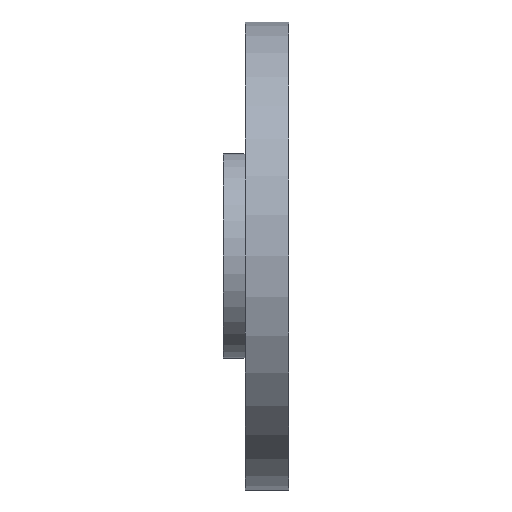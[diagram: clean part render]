
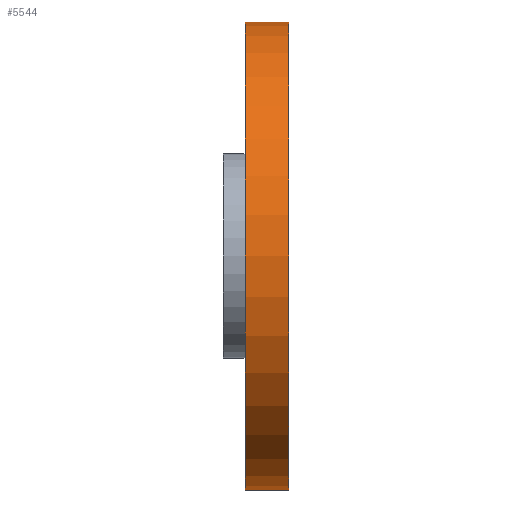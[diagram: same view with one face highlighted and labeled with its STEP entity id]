
A CAD part, left-side view. The second image highlights one B-rep face of the part: STEP entity #5544.
In plain terms, the highlighted cylindrical face has radius 15.99 mm (diameter 31.98 mm), a partial arc.
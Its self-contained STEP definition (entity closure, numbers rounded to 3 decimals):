
#3195 = VERTEX_POINT('',#3196);
#3196 = CARTESIAN_POINT('',(0.,3.,15.99));
#3197 = VERTEX_POINT('',#3198);
#3198 = CARTESIAN_POINT('',(0.,3.,-15.99));
#3205 = EDGE_CURVE('',#3195,#3206,#3208,.T.);
#3206 = VERTEX_POINT('',#3207);
#3207 = CARTESIAN_POINT('',(0.,0.,15.99));
#3208 = LINE('',#3209,#3210);
#3209 = CARTESIAN_POINT('',(0.,3.,15.99));
#3210 = VECTOR('',#3211,1.);
#3211 = DIRECTION('',(-0.,-1.,-0.));
#3214 = VERTEX_POINT('',#3215);
#3215 = CARTESIAN_POINT('',(0.,0.,-15.99));
#3222 = EDGE_CURVE('',#3197,#3214,#3223,.T.);
#3223 = LINE('',#3224,#3225);
#3224 = CARTESIAN_POINT('',(0.,3.,-15.99));
#3225 = VECTOR('',#3226,1.);
#3226 = DIRECTION('',(-0.,-1.,-0.));
#4233 = EDGE_CURVE('',#3214,#3206,#4234,.T.);
#4234 = CIRCLE('',#4235,15.99);
#4235 = AXIS2_PLACEMENT_3D('',#4236,#4237,#4238);
#4236 = CARTESIAN_POINT('',(0.,0.,0.));
#4237 = DIRECTION('',(0.,1.,0.));
#4238 = DIRECTION('',(0.,-0.,1.));
#5522 = EDGE_CURVE('',#3197,#3195,#5523,.T.);
#5523 = CIRCLE('',#5524,15.99);
#5524 = AXIS2_PLACEMENT_3D('',#5525,#5526,#5527);
#5525 = CARTESIAN_POINT('',(0.,3.,0.));
#5526 = DIRECTION('',(0.,1.,0.));
#5527 = DIRECTION('',(0.,-0.,1.));
#5544 = ADVANCED_FACE('',(#5545),#5551,.T.);
#5545 = FACE_BOUND('',#5546,.T.);
#5546 = EDGE_LOOP('',(#5547,#5548,#5549,#5550));
#5547 = ORIENTED_EDGE('',*,*,#3205,.F.);
#5548 = ORIENTED_EDGE('',*,*,#5522,.F.);
#5549 = ORIENTED_EDGE('',*,*,#3222,.T.);
#5550 = ORIENTED_EDGE('',*,*,#4233,.T.);
#5551 = CYLINDRICAL_SURFACE('',#5552,15.99);
#5552 = AXIS2_PLACEMENT_3D('',#5553,#5554,#5555);
#5553 = CARTESIAN_POINT('',(0.,3.,0.));
#5554 = DIRECTION('',(-0.,-1.,-0.));
#5555 = DIRECTION('',(0.,0.,-1.));
